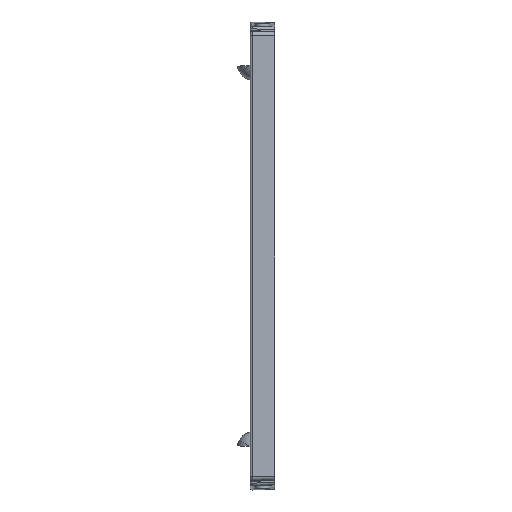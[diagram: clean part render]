
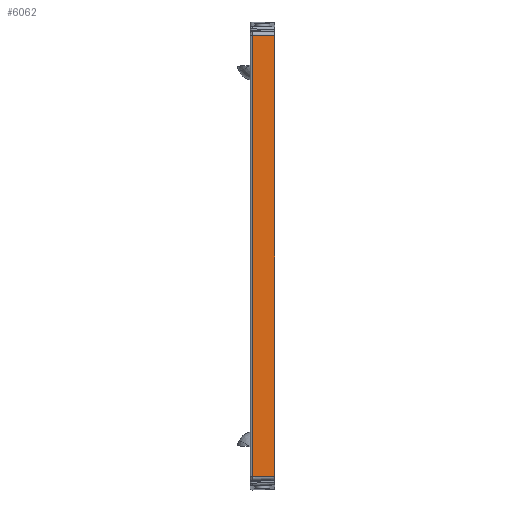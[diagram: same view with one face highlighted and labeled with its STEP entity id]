
A CAD part, front view. The second image highlights one B-rep face of the part: STEP entity #6062.
In plain terms, the highlighted planar face has unit normal (0.035, -0.999, 0).
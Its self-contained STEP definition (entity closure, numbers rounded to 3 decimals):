
#1925=DIRECTION('',(0.,0.,1.));
#1926=VECTOR('',#1925,355.859);
#1927=CARTESIAN_POINT('',(2.07,-85.428,
-140.43));
#1928=LINE('',#1927,#1926);
#1933=DIRECTION('',(0.999,0.035,0.035));
#1934=VECTOR('',#1933,17.952);
#1935=CARTESIAN_POINT('',(2.07,-85.428,
-140.43));
#1936=LINE('',#1935,#1934);
#1937=DIRECTION('',(-0.999,-0.035,0.035));
#1938=VECTOR('',#1937,17.952);
#1939=CARTESIAN_POINT('',(20.,-84.802,214.803));
#1940=LINE('',#1939,#1938);
#1941=DIRECTION('',(0.,0.,1.));
#1942=VECTOR('',#1941,354.607);
#1943=CARTESIAN_POINT('',(20.,-84.802,
-139.803));
#1944=LINE('',#1943,#1942);
#2017=CARTESIAN_POINT('',(2.07,-85.428,215.43));
#2019=CARTESIAN_POINT('',(20.,-84.802,214.803));
#3080=VERTEX_POINT('',#2019);
#3081=CARTESIAN_POINT('',(20.,-84.802,
-139.803));
#3082=VERTEX_POINT('',#3081);
#3126=VERTEX_POINT('',#2017);
#3127=CARTESIAN_POINT('',(2.07,-85.428,
-140.43));
#3128=VERTEX_POINT('',#3127);
#6049=CARTESIAN_POINT('',(0.,-85.5,0.));
#6050=DIRECTION('',(0.035,-0.999,0.));
#6051=DIRECTION('',(0.,0.,1.));
#6052=AXIS2_PLACEMENT_3D('',#6049,#6050,#6051);
#6053=PLANE('',#6052);
#6055=ORIENTED_EDGE('',*,*,#6054,.F.);
#6056=ORIENTED_EDGE('',*,*,#6040,.T.);
#6058=ORIENTED_EDGE('',*,*,#6057,.F.);
#6059=ORIENTED_EDGE('',*,*,#4031,.F.);
#6060=EDGE_LOOP('',(#6055,#6056,#6058,#6059));
#6061=FACE_OUTER_BOUND('',#6060,.F.);
#6062=ADVANCED_FACE('',(#6061),#6053,.T.);
#4031=EDGE_CURVE('',#3082,#3080,#1944,.T.);
#6040=EDGE_CURVE('',#3128,#3126,#1928,.T.);
#6054=EDGE_CURVE('',#3128,#3082,#1936,.T.);
#6057=EDGE_CURVE('',#3080,#3126,#1940,.T.);
